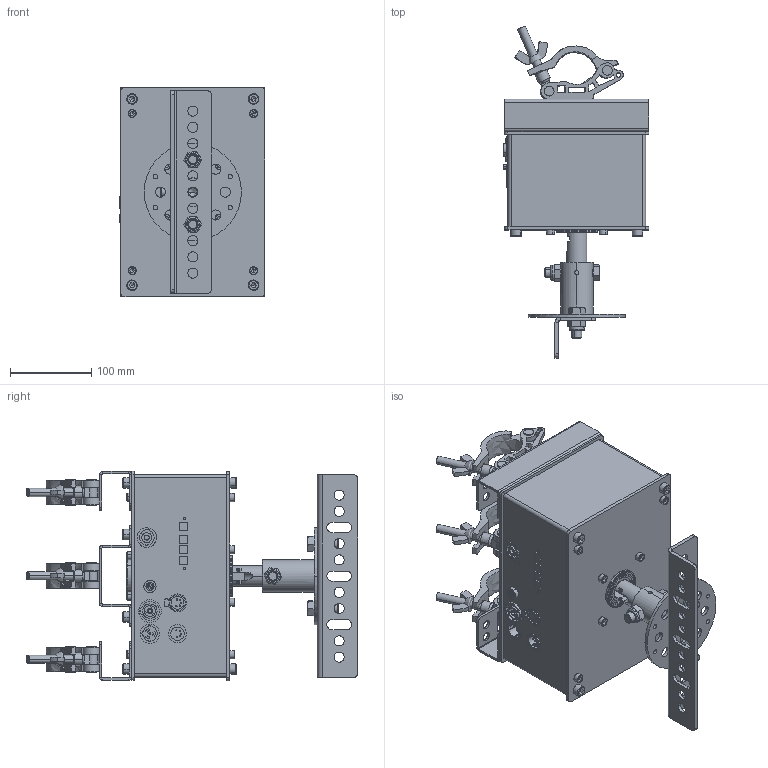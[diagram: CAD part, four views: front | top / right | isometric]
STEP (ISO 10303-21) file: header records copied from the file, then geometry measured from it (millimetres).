
FILE_DESCRIPTION (( 'STEP AP214' ), '1' );
FILE_NAME ('Samling 281.STEP', '2019-10-16T08:51:43', ( '' ), ( '' ), 'SwSTEP 2.0', 'SolidWorks 2019', '' );
FILE_SCHEMA (( 'AUTOMOTIVE_DESIGN' ));
Length unit declared in the file: millimetre
Products named in the file (1): Samling 281
Bounding box: 180.08 x 409.48 x 258.2 mm (x, y, z)
Surface area: 637221.9 mm2 (no closed solid volume)
Topology: 0 solids, 125 shells, 2465 faces, 5964 edges, 3753 vertices
Faces by surface type: plane 1157, cylinder 795, cone 217, bspline 202, torus 94
Entity records: 112376 total; most frequent: CARTESIAN_POINT 27582, DIRECTION 11756, ORIENTED_EDGE 11478, EDGE_CURVE 5832, AXIS2_PLACEMENT_3D 4387, VERTEX_POINT 3753, VECTOR 2982, LINE 2982
